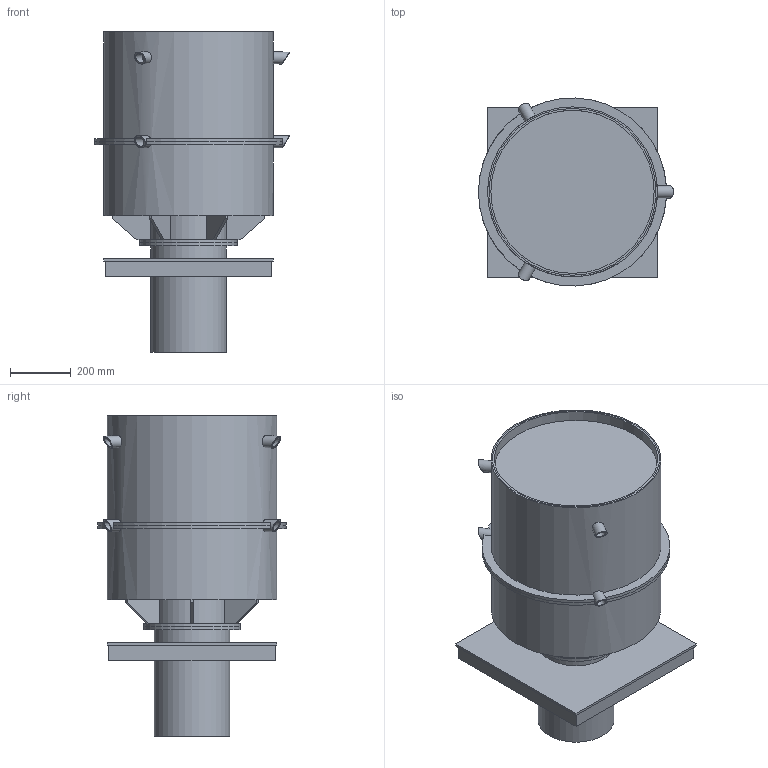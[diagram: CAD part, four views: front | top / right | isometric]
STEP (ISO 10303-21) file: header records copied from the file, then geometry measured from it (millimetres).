
FILE_DESCRIPTION(/* description */ ('VRV200 mit Montageplatte'),/* implementation_level */ '2;1');
FILE_NAME(/* name */ 'VRV200_MPL_model.stp',/* time_stamp */ '2021-07-22T15:12:33+02:00',/* author */ ('Rissler'),/* organization */ ('Mietzsch GmbH Lufttechnik Dresden'),/* preprocessor_version */ 'ST-DEVELOPER v18.1',/* originating_system */ 'Autodesk Inventor 2020',/* authorisation */ '');
FILE_SCHEMA (('AUTOMOTIVE_DESIGN { 1 0 10303 214 3 1 1 }'));
Length unit declared in the file: millimetre
Products named in the file (1): VRV_iL_CSV
Bounding box: 643 x 619.76 x 1055 mm (x, y, z)
Volume: 13747411.6 mm3; surface area: 5168153.3 mm2
Topology: 16 solids, 16 shells, 174 faces, 432 edges, 294 vertices
Faces by surface type: plane 95, cylinder 79
Full cylindrical faces by diameter (mm): 7 x24, 30 x9, 40 x9, 242 x1, 244 x1, 250 x5, 320 x2, 538 x1, 550 x2, 560 x1
Entity records: 6160 total; most frequent: CARTESIAN_POINT 1702, DIRECTION 887, ORIENTED_EDGE 874, EDGE_CURVE 437, AXIS2_PLACEMENT_3D 327, VERTEX_POINT 294, EDGE_LOOP 257, LINE 233
